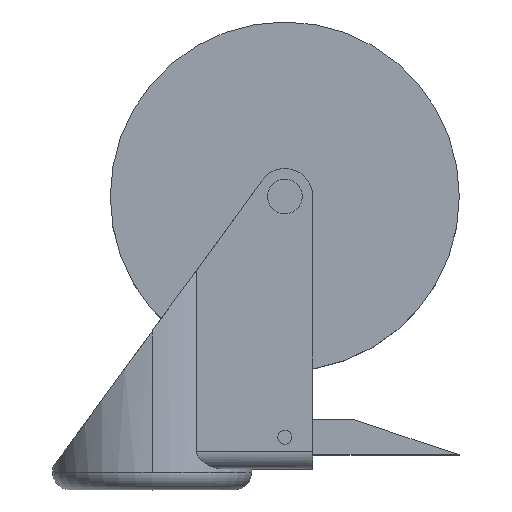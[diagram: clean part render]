
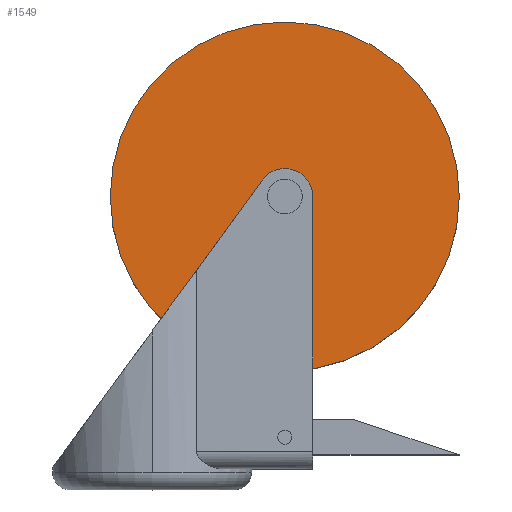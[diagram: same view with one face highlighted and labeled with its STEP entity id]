
A CAD part, top view. The second image highlights one B-rep face of the part: STEP entity #1549.
In plain terms, the highlighted planar face has unit normal (0, 0, 1).
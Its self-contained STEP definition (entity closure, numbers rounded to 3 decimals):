
#2 = AXIS2_PLACEMENT_3D ( 'NONE', #1443, #59, #674 ) ;
#24 = DIRECTION ( 'NONE',  ( -1., 0., 0. ) ) ;
#50 = EDGE_LOOP ( 'NONE', ( #86, #194 ) ) ;
#59 = DIRECTION ( 'NONE',  ( 0., 0., 1. ) ) ;
#86 = ORIENTED_EDGE ( 'NONE', *, *, #186, .T. ) ;
#96 = AXIS2_PLACEMENT_3D ( 'NONE', #848, #1302, #666 ) ;
#126 = DIRECTION ( 'NONE',  ( 0., 0., -1. ) ) ;
#158 = DIRECTION ( 'NONE',  ( -1., 0., 0. ) ) ;
#186 = EDGE_CURVE ( 'NONE', #501, #687, #918, .T. ) ;
#191 = FACE_OUTER_BOUND ( 'NONE', #356, .T. ) ;
#194 = ORIENTED_EDGE ( 'NONE', *, *, #1484, .T. ) ;
#326 = DIRECTION ( 'NONE',  ( 0., 0., -1. ) ) ;
#356 = EDGE_LOOP ( 'NONE', ( #552, #1186 ) ) ;
#499 = CARTESIAN_POINT ( 'NONE',  ( 38., 84., 16. ) ) ;
#501 = VERTEX_POINT ( 'NONE', #804 ) ;
#541 = CIRCLE ( 'NONE', #966, 5. ) ;
#552 = ORIENTED_EDGE ( 'NONE', *, *, #1382, .F. ) ;
#666 = DIRECTION ( 'NONE',  ( -1., 0., 0. ) ) ;
#674 = DIRECTION ( 'NONE',  ( 1., 0., 0. ) ) ;
#687 = VERTEX_POINT ( 'NONE', #769 ) ;
#769 = CARTESIAN_POINT ( 'NONE',  ( 43., 84., 16. ) ) ;
#804 = CARTESIAN_POINT ( 'NONE',  ( 33., 84., 16. ) ) ;
#823 = PLANE ( 'NONE',  #2 ) ;
#848 = CARTESIAN_POINT ( 'NONE',  ( 38., 84., 16. ) ) ;
#918 = CIRCLE ( 'NONE', #1314, 5. ) ;
#966 = AXIS2_PLACEMENT_3D ( 'NONE', #499, #326, #1115 ) ;
#1001 = CIRCLE ( 'NONE', #1034, 50. ) ;
#1034 = AXIS2_PLACEMENT_3D ( 'NONE', #1214, #1540, #24 ) ;
#1046 = CARTESIAN_POINT ( 'NONE',  ( 38., 84., 16. ) ) ;
#1112 = EDGE_CURVE ( 'NONE', #1959, #2009, #1263, .T. ) ;
#1115 = DIRECTION ( 'NONE',  ( -1., 0., 0. ) ) ;
#1186 = ORIENTED_EDGE ( 'NONE', *, *, #1112, .F. ) ;
#1214 = CARTESIAN_POINT ( 'NONE',  ( 38., 84., 16. ) ) ;
#1263 = CIRCLE ( 'NONE', #96, 50. ) ;
#1302 = DIRECTION ( 'NONE',  ( 0., 0., -1. ) ) ;
#1314 = AXIS2_PLACEMENT_3D ( 'NONE', #1046, #126, #158 ) ;
#1382 = EDGE_CURVE ( 'NONE', #2009, #1959, #1001, .T. ) ;
#1443 = CARTESIAN_POINT ( 'NONE',  ( 88., 84., 16. ) ) ;
#1484 = EDGE_CURVE ( 'NONE', #687, #501, #541, .T. ) ;
#1540 = DIRECTION ( 'NONE',  ( 0., 0., -1. ) ) ;
#1549 = ADVANCED_FACE ( 'NONE', ( #1595, #191 ), #823, .T. ) ;
#1595 = FACE_BOUND ( 'NONE', #50, .T. ) ;
#1636 = CARTESIAN_POINT ( 'NONE',  ( -12., 84., 16. ) ) ;
#1743 = CARTESIAN_POINT ( 'NONE',  ( 88., 84., 16. ) ) ;
#1959 = VERTEX_POINT ( 'NONE', #1743 ) ;
#2009 = VERTEX_POINT ( 'NONE', #1636 ) ;
